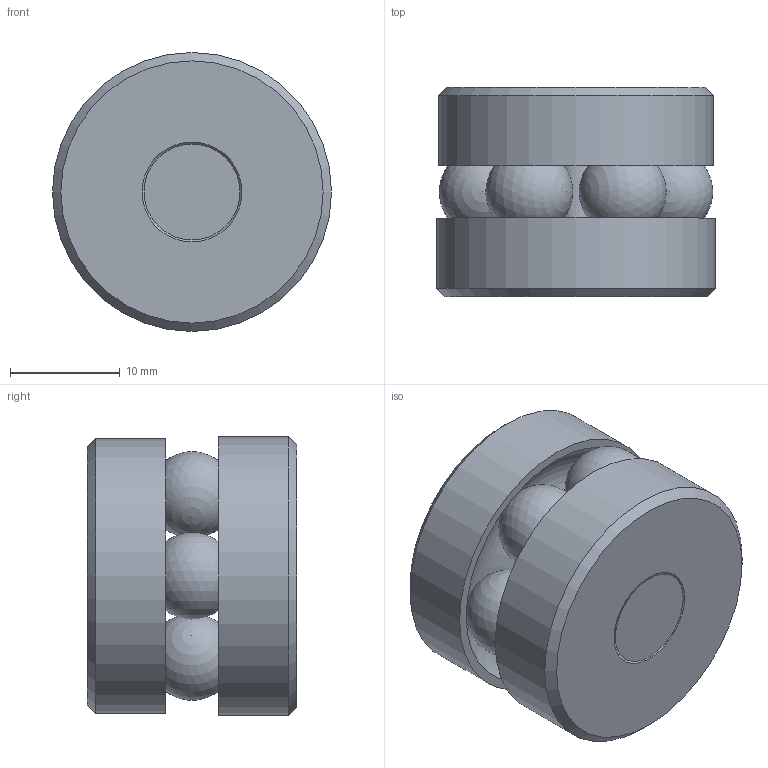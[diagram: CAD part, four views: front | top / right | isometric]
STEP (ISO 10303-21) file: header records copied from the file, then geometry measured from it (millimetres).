
FILE_DESCRIPTION (( 'STEP AP203' ), '1' );
FILE_NAME ('T-114RG_T-114RG-1000.step', '2016-02-04T15:34:11', ( '' ), ( '' ), 'SwSTEP 2.0', 'SolidWorks 2016', '' );
FILE_SCHEMA (( 'CONFIG_CONTROL_DESIGN' ));
Length unit declared in the file: inch
Products named in the file (1): T-114RG_T-114RG-1000
Bounding box: 25.4 x 19.05 x 25.4 mm (x, y, z)
Volume: 7935.8 mm3; surface area: 4893.6 mm2
Topology: 9 solids, 9 shells, 27 faces, 51 edges, 32 vertices
Faces by surface type: plane 8, cone 6, sphere 6, cylinder 5, torus 2
Full cylindrical faces by diameter (mm): 3.962 x1, 4.216 x2, 25.044 x1, 25.4 x1
Entity records: 545 total; most frequent: DIRECTION 96, CARTESIAN_POINT 68, AXIS2_PLACEMENT_3D 48, EDGE_LOOP 40, ORIENTED_EDGE 40, FACE_OUTER_BOUND 28, ADVANCED_FACE 27, CIRCLE 20
